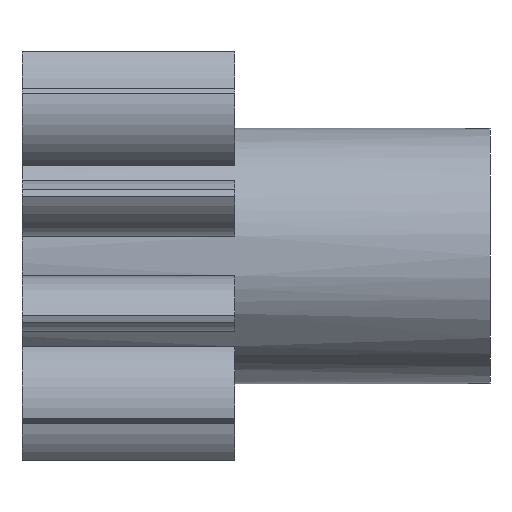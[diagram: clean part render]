
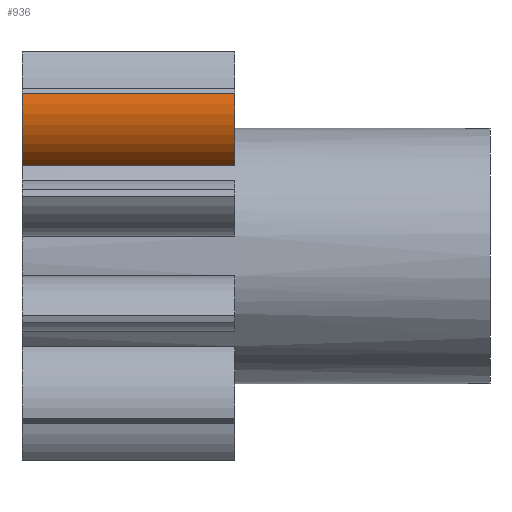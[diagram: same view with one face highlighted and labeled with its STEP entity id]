
A CAD part, front view. The second image highlights one B-rep face of the part: STEP entity #936.
In plain terms, the highlighted cylindrical face has radius 1.6 mm (diameter 3.2 mm), a partial arc.
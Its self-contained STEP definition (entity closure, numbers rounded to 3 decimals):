
#1 = ORIENTED_EDGE ( 'NONE', *, *, #1271, .T. ) ;
#15 = CIRCLE ( 'NONE', #1103, 1.6 ) ;
#39 = ORIENTED_EDGE ( 'NONE', *, *, #790, .T. ) ;
#61 = DIRECTION ( 'NONE',  ( -1., 0., 0. ) ) ;
#232 = LINE ( 'NONE', #339, #850 ) ;
#248 = CARTESIAN_POINT ( 'NONE',  ( 5., -2.117, 2.124 ) ) ;
#251 = CYLINDRICAL_SURFACE ( 'NONE', #589, 1.6 ) ;
#278 = DIRECTION ( 'NONE',  ( 0., 0.588, 0.809 ) ) ;
#331 = CIRCLE ( 'NONE', #799, 1.6 ) ;
#339 = CARTESIAN_POINT ( 'NONE',  ( 5., -2.117, 2.124 ) ) ;
#347 = DIRECTION ( 'NONE',  ( -1., 0., 0. ) ) ;
#380 = LINE ( 'NONE', #1401, #1354 ) ;
#385 = VERTEX_POINT ( 'NONE', #248 ) ;
#424 = CARTESIAN_POINT ( 'NONE',  ( 5., -1.329, 3.516 ) ) ;
#450 = CARTESIAN_POINT ( 'NONE',  ( 5., -2.898, 3.826 ) ) ;
#471 = EDGE_LOOP ( 'NONE', ( #39, #1426, #501, #1 ) ) ;
#501 = ORIENTED_EDGE ( 'NONE', *, *, #1516, .F. ) ;
#529 = CARTESIAN_POINT ( 'NONE',  ( 5., -1.329, 3.516 ) ) ;
#589 = AXIS2_PLACEMENT_3D ( 'NONE', #424, #1589, #697 ) ;
#611 = VERTEX_POINT ( 'NONE', #1195 ) ;
#697 = DIRECTION ( 'NONE',  ( 0., 0., 1. ) ) ;
#790 = EDGE_CURVE ( 'NONE', #1672, #1032, #380, .T. ) ;
#799 = AXIS2_PLACEMENT_3D ( 'NONE', #1888, #1714, #1434 ) ;
#836 = EDGE_CURVE ( 'NONE', #611, #1032, #331, .T. ) ;
#850 = VECTOR ( 'NONE', #347, 1000. ) ;
#936 = ADVANCED_FACE ( 'NONE', ( #1582 ), #251, .T. ) ;
#1032 = VERTEX_POINT ( 'NONE', #1772 ) ;
#1103 = AXIS2_PLACEMENT_3D ( 'NONE', #529, #1131, #278 ) ;
#1131 = DIRECTION ( 'NONE',  ( -1., 0., 0. ) ) ;
#1195 = CARTESIAN_POINT ( 'NONE',  ( 0., -2.117, 2.124 ) ) ;
#1271 = EDGE_CURVE ( 'NONE', #385, #1672, #15, .T. ) ;
#1354 = VECTOR ( 'NONE', #61, 1000. ) ;
#1401 = CARTESIAN_POINT ( 'NONE',  ( 2.5, -2.898, 3.826 ) ) ;
#1426 = ORIENTED_EDGE ( 'NONE', *, *, #836, .F. ) ;
#1434 = DIRECTION ( 'NONE',  ( 0., 0.588, 0.809 ) ) ;
#1516 = EDGE_CURVE ( 'NONE', #385, #611, #232, .T. ) ;
#1582 = FACE_OUTER_BOUND ( 'NONE', #471, .T. ) ;
#1589 = DIRECTION ( 'NONE',  ( -1., 0., 0. ) ) ;
#1672 = VERTEX_POINT ( 'NONE', #450 ) ;
#1714 = DIRECTION ( 'NONE',  ( -1., 0., 0. ) ) ;
#1772 = CARTESIAN_POINT ( 'NONE',  ( 0., -2.898, 3.826 ) ) ;
#1888 = CARTESIAN_POINT ( 'NONE',  ( 0., -1.329, 3.516 ) ) ;
